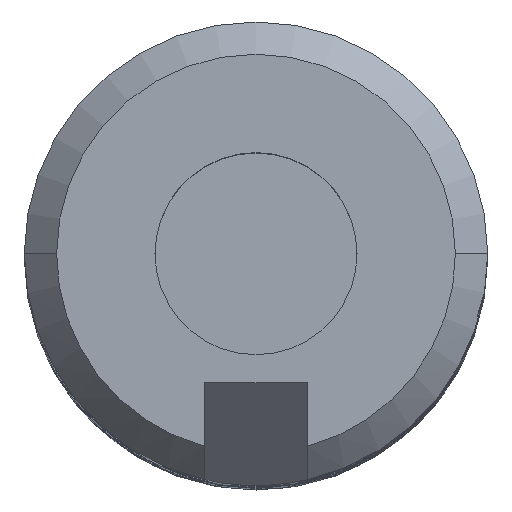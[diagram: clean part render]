
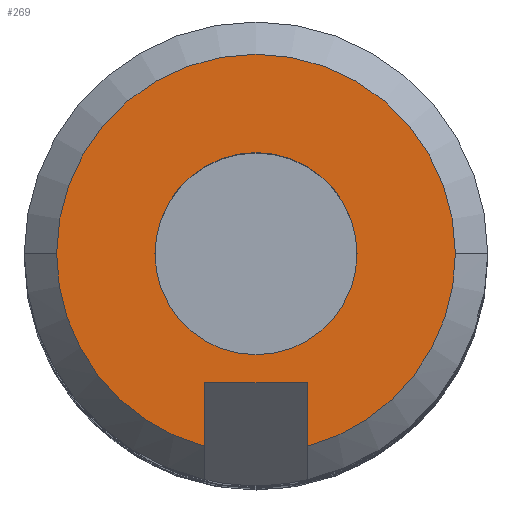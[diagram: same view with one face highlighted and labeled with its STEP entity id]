
A CAD part, top view. The second image highlights one B-rep face of the part: STEP entity #269.
In plain terms, the highlighted free-form (B-spline) face has degree [1, 1] with [2, 2] control points.
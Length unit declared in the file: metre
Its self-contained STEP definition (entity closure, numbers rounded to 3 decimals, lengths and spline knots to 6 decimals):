
#16=B_SPLINE_SURFACE_WITH_KNOTS('',1,1,((#486,#487),(#488,#489)),
 .PLANE_SURF.,.F.,.F.,.F.,(2,2),(2,2),(0.,1.),(0.,1.),.UNSPECIFIED.);
#27=LINE('',#491,#34);
#28=LINE('',#494,#35);
#29=LINE('',#496,#36);
#34=VECTOR('',#350,1.);
#35=VECTOR('',#351,1.);
#36=VECTOR('',#352,1.);
#84=ORIENTED_EDGE('',*,*,#156,.T.);
#85=ORIENTED_EDGE('',*,*,#129,.T.);
#86=ORIENTED_EDGE('',*,*,#157,.F.);
#87=ORIENTED_EDGE('',*,*,#158,.T.);
#88=ORIENTED_EDGE('',*,*,#159,.T.);
#89=ORIENTED_EDGE('',*,*,#143,.F.);
#90=ORIENTED_EDGE('',*,*,#147,.F.);
#91=ORIENTED_EDGE('',*,*,#160,.F.);
#129=EDGE_CURVE('',#168,#169,#193,.T.);
#143=EDGE_CURVE('',#182,#183,#200,.T.);
#147=EDGE_CURVE('',#185,#182,#202,.T.);
#156=EDGE_CURVE('',#169,#168,#205,.T.);
#157=EDGE_CURVE('',#190,#191,#27,.T.);
#158=EDGE_CURVE('',#190,#192,#28,.T.);
#159=EDGE_CURVE('',#192,#183,#29,.T.);
#160=EDGE_CURVE('',#191,#185,#206,.T.);
#168=VERTEX_POINT('',#377);
#169=VERTEX_POINT('',#378);
#182=VERTEX_POINT('',#435);
#183=VERTEX_POINT('',#437);
#185=VERTEX_POINT('',#454);
#190=VERTEX_POINT('',#492);
#191=VERTEX_POINT('',#493);
#192=VERTEX_POINT('',#495);
#193=CIRCLE('',#295,0.004763);
#200=CIRCLE('',#302,0.009398);
#202=CIRCLE('',#304,0.009398);
#205=CIRCLE('',#309,0.004763);
#206=CIRCLE('',#310,0.009398);
#218=EDGE_LOOP('',(#84,#85));
#219=EDGE_LOOP('',(#86,#87,#88,#89,#90,#91));
#238=FACE_BOUND('',#218,.T.);
#239=FACE_BOUND('',#219,.T.);
#269=ADVANCED_FACE('',(#238,#239),#16,.F.);
#295=AXIS2_PLACEMENT_3D('',#376,#318,#319);
#302=AXIS2_PLACEMENT_3D('',#436,#332,#333);
#304=AXIS2_PLACEMENT_3D('',#455,#336,#337);
#309=AXIS2_PLACEMENT_3D('',#490,#348,#349);
#310=AXIS2_PLACEMENT_3D('',#497,#353,#354);
#318=DIRECTION('',(0.,0.,-1.));
#319=DIRECTION('',(-1.,0.,0.));
#332=DIRECTION('',(0.,0.,-1.));
#333=DIRECTION('',(-1.,0.,0.));
#336=DIRECTION('',(0.,0.,-1.));
#337=DIRECTION('',(-1.,0.,0.));
#348=DIRECTION('',(0.,0.,-1.));
#349=DIRECTION('',(-1.,0.,0.));
#350=DIRECTION('',(0.,-1.,0.));
#351=DIRECTION('',(1.,0.,0.));
#352=DIRECTION('',(0.,-1.,0.));
#353=DIRECTION('',(0.,0.,-1.));
#354=DIRECTION('',(-1.,0.,0.));
#376=CARTESIAN_POINT('',(0.,0.,0.0635));
#377=CARTESIAN_POINT('',(0.004763,0.,0.0635));
#378=CARTESIAN_POINT('',(-0.004763,0.,0.0635));
#435=CARTESIAN_POINT('',(0.009398,0.,0.0635));
#436=CARTESIAN_POINT('',(0.,0.,0.0635));
#437=CARTESIAN_POINT('',(0.002413,-0.009083,0.0635));
#454=CARTESIAN_POINT('',(-0.009398,0.,0.0635));
#455=CARTESIAN_POINT('',(0.,0.,0.0635));
#486=CARTESIAN_POINT('',(0.009511,-0.009194,0.0635));
#487=CARTESIAN_POINT('',(0.009511,0.009509,0.0635));
#488=CARTESIAN_POINT('',(-0.009511,-0.009194,0.0635));
#489=CARTESIAN_POINT('',(-0.009511,0.009509,0.0635));
#490=CARTESIAN_POINT('',(0.,0.,0.0635));
#491=CARTESIAN_POINT('',(-0.002413,0.,0.0635));
#492=CARTESIAN_POINT('',(-0.002413,-0.006096,0.0635));
#493=CARTESIAN_POINT('',(-0.002413,-0.009083,0.0635));
#494=CARTESIAN_POINT('',(-0.005429,-0.006096,0.0635));
#495=CARTESIAN_POINT('',(0.002413,-0.006096,0.0635));
#496=CARTESIAN_POINT('',(0.002413,0.,0.0635));
#497=CARTESIAN_POINT('',(0.,0.,0.0635));
